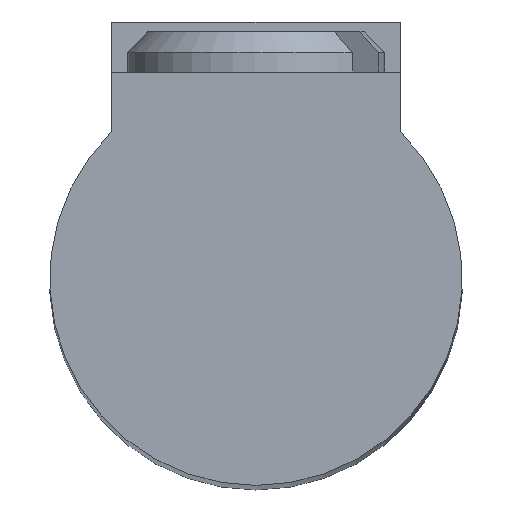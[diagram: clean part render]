
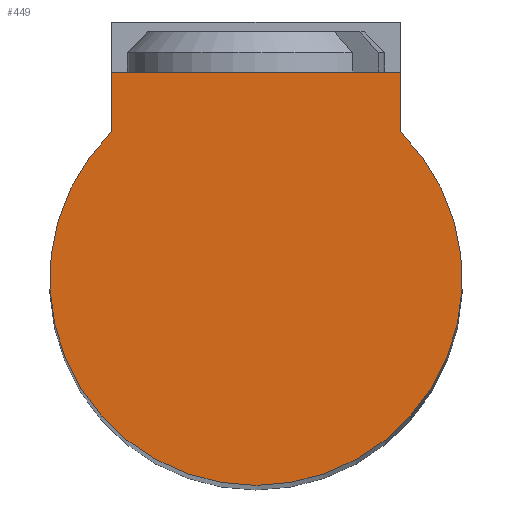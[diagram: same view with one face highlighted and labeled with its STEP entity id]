
A CAD part, top view. The second image highlights one B-rep face of the part: STEP entity #449.
In plain terms, the highlighted planar face has unit normal (0, 0, 1).
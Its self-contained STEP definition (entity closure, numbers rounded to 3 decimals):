
#70=LINE('',#725,#110);
#74=LINE('',#734,#114);
#78=LINE('',#742,#118);
#110=VECTOR('',#592,10.);
#114=VECTOR('',#600,10.);
#118=VECTOR('',#606,10.);
#136=PLANE('',#495);
#161=FACE_OUTER_BOUND('',#189,.T.);
#189=EDGE_LOOP('',(#396,#397,#398,#399));
#209=CIRCLE('',#496,2.);
#242=VERTEX_POINT('',#719);
#244=VERTEX_POINT('',#723);
#247=VERTEX_POINT('',#733);
#250=VERTEX_POINT('',#741);
#296=EDGE_CURVE('',#242,#244,#70,.T.);
#300=EDGE_CURVE('',#247,#242,#74,.T.);
#304=EDGE_CURVE('',#244,#250,#78,.T.);
#305=EDGE_CURVE('',#250,#247,#209,.T.);
#396=ORIENTED_EDGE('',*,*,#296,.T.);
#397=ORIENTED_EDGE('',*,*,#304,.T.);
#398=ORIENTED_EDGE('',*,*,#305,.T.);
#399=ORIENTED_EDGE('',*,*,#300,.T.);
#449=ADVANCED_FACE('',(#161),#136,.T.);
#495=AXIS2_PLACEMENT_3D('',#740,#604,#605);
#496=AXIS2_PLACEMENT_3D('',#743,#607,#608);
#592=DIRECTION('',(-1.,0.,0.));
#600=DIRECTION('',(0.,1.,0.));
#604=DIRECTION('center_axis',(0.,0.,1.));
#605=DIRECTION('ref_axis',(1.,0.,0.));
#606=DIRECTION('',(0.,-1.,0.));
#607=DIRECTION('center_axis',(0.,0.,1.));
#608=DIRECTION('ref_axis',(1.,0.,0.));
#719=CARTESIAN_POINT('',(1.4,4.,0.));
#723=CARTESIAN_POINT('',(-1.4,4.,0.));
#725=CARTESIAN_POINT('',(0.,4.,0.));
#733=CARTESIAN_POINT('',(1.4,3.428,0.));
#734=CARTESIAN_POINT('',(1.4,3.428,0.));
#740=CARTESIAN_POINT('Origin',(0.,4.075,0.));
#741=CARTESIAN_POINT('',(-1.4,3.428,0.));
#742=CARTESIAN_POINT('',(-1.4,4.5,0.));
#743=CARTESIAN_POINT('Origin',(0.,2.,0.));
